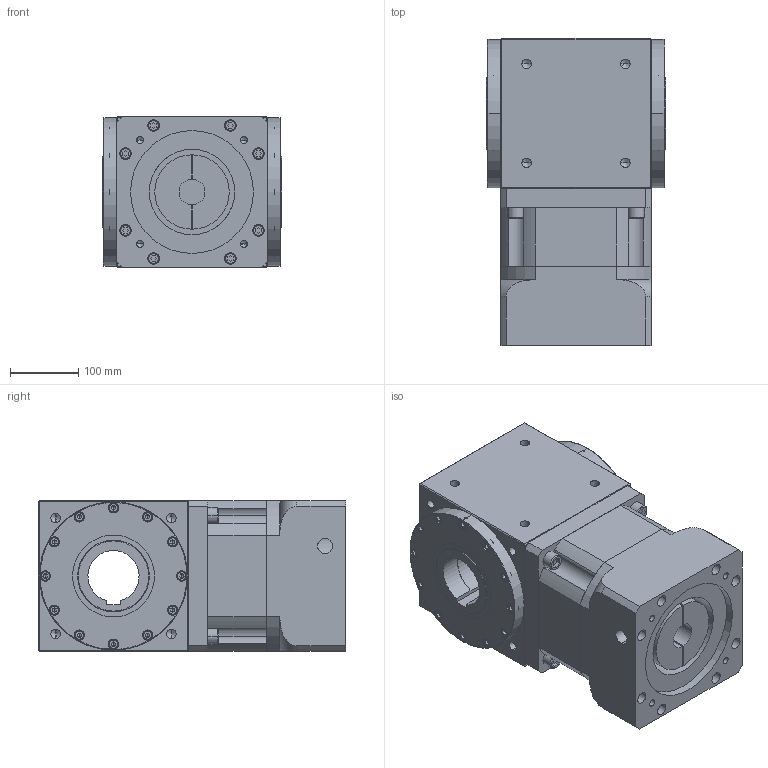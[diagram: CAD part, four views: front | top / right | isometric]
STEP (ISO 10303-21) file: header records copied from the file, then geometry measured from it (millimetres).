
FILE_DESCRIPTION (( 'STEP AP214' ), '1' );
FILE_NAME ('RAM220-L1-XX-H-38-180-215-M12_2019.STEP', '2019-04-10T10:11:23', ( 'Y' ), ( 'NCU' ), 'SwSTEP 2.0', 'SolidWorks 2016', '' );
FILE_SCHEMA (( 'AUTOMOTIVE_DESIGN' ));
Length unit declared in the file: millimetre
Products named in the file (1): RAM220-L1-XX-H-38-180-215-M12_2019
Bounding box: 263 x 450 x 220 mm (x, y, z)
Volume: 20929365 mm3; surface area: 1050718.1 mm2
Topology: 4 solids, 28 shells, 946 faces, 2201 edges, 1358 vertices
Faces by surface type: plane 442, cylinder 316, cone 128, torus 60
Entity records: 28480 total; most frequent: CARTESIAN_POINT 5074, DIRECTION 4839, ORIENTED_EDGE 4194, EDGE_CURVE 2097, AXIS2_PLACEMENT_3D 1811, VERTEX_POINT 1358, VECTOR 1217, LINE 1217
